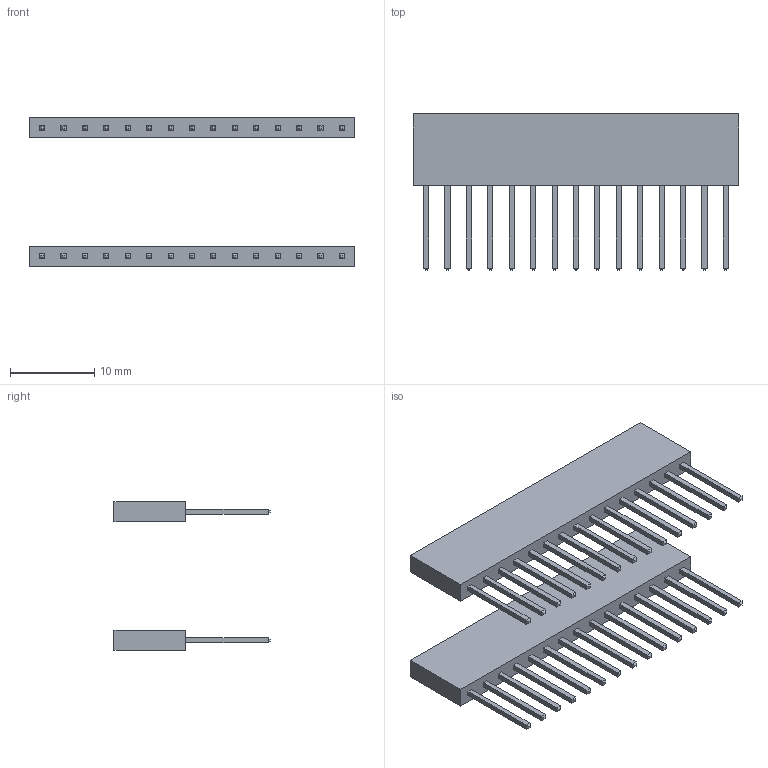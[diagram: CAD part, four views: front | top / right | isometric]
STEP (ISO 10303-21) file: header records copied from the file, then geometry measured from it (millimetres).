
FILE_DESCRIPTION(/* description */ (''),/* implementation_level */ '2;1');
FILE_NAME(/* name */ 'Stacking header 1x15_15.24mm.step',/* time_stamp */ '2023-02-01T20:50:44-05:00',/* author */ (''),/* organization */ (''),/* preprocessor_version */ 'ST-DEVELOPER v19.2',/* originating_system */ 'Autodesk Translation Framework v11.17.0.187',/* authorisation */ '');
FILE_SCHEMA (('AUTOMOTIVE_DESIGN { 1 0 10303 214 3 1 1 }'));
Length unit declared in the file: millimetre
Products named in the file (1): Stacking header
Bounding box: 38.61 x 18.51 x 17.65 mm (x, y, z)
Volume: 1603.1 mm3; surface area: 3091.3 mm2
Topology: 32 solids, 32 shells, 582 faces, 1224 edges, 736 vertices
Faces by surface type: plane 582
Entity records: 14904 total; most frequent: CARTESIAN_POINT 2543, ORIENTED_EDGE 2448, DIRECTION 2390, LINE 1224, VECTOR 1224, EDGE_CURVE 1224, VERTEX_POINT 736, EDGE_LOOP 612
